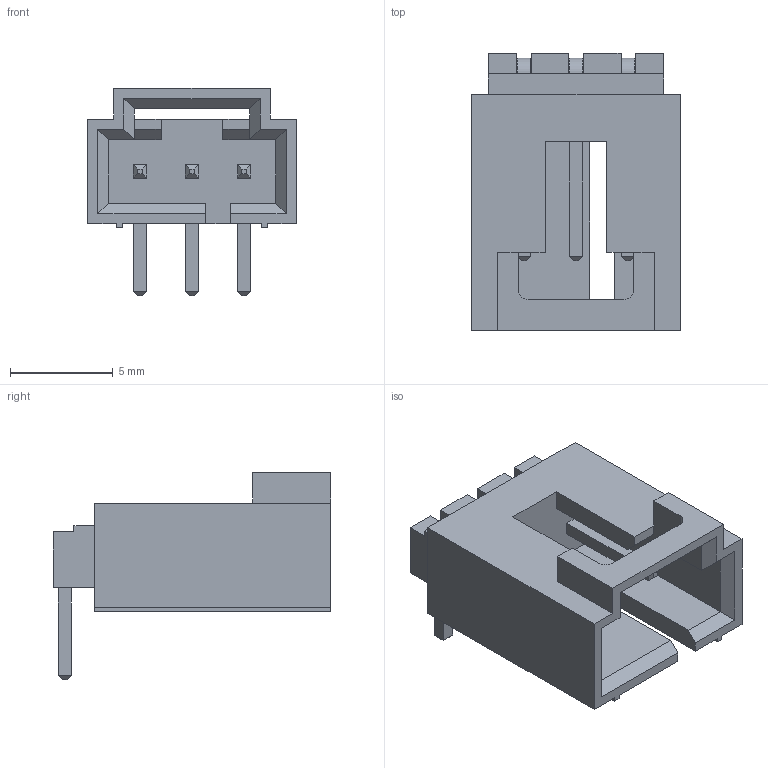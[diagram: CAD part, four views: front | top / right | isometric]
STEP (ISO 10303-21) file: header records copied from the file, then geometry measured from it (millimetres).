
FILE_DESCRIPTION (( 'STEP AP214' ), '1' );
FILE_NAME ('MX2.54-3R.STEP', '2020-11-10T12:20:54', ( 'Elessar' ), ( '' ), 'SwSTEP 2.0', 'SolidWorks 2018', '' );
FILE_SCHEMA (( 'AUTOMOTIVE_DESIGN' ));
Length unit declared in the file: millimetre
Products named in the file (1): MX2.54-3R
Bounding box: 10.17 x 13.5 x 10.1 mm (x, y, z)
Volume: 390.4 mm3; surface area: 805.7 mm2
Topology: 1 solids, 1 shells, 134 faces, 335 edges, 208 vertices
Faces by surface type: plane 123, bspline 6, cylinder 5
Entity records: 4871 total; most frequent: CARTESIAN_POINT 936, ORIENTED_EDGE 670, DIRECTION 609, EDGE_CURVE 335, LINE 319, VECTOR 319, VERTEX_POINT 208, AXIS2_PLACEMENT_3D 145
